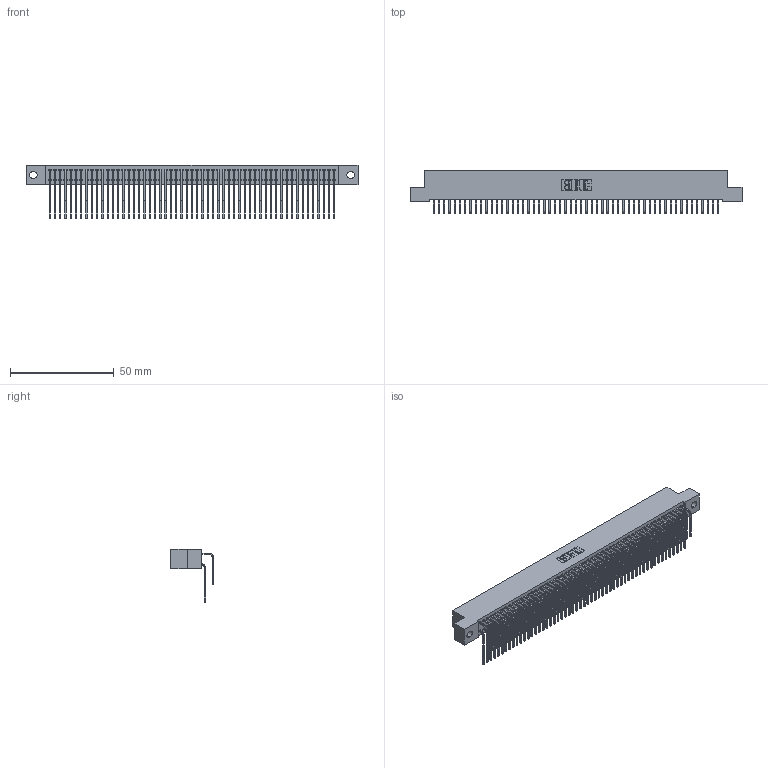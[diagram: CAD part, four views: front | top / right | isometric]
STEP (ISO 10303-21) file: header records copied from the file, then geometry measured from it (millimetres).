
FILE_DESCRIPTION (( 'STEP AP203' ), '1' );
FILE_NAME ('392-110-559-202.STEP', '2019-10-10T00:03:50', ( '' ), ( '' ), 'SwSTEP 2.0', 'SolidWorks 2016', '' );
FILE_SCHEMA (( 'CONFIG_CONTROL_DESIGN' ));
Length unit declared in the file: inch
Products named in the file (4): 342 Part_.128 Slot; 345-292-001_558 559 Tail - 1; 345-292-001_559 Tail - 2; 392-110-559-202
Assembly tree (111 placements, depth 2):
  392-110-559-202
    342 Part_.128 Slot
    345-292-001_558 559 Tail - 1  x55
    345-292-001_559 Tail - 2  x55
Bounding box: 160.02 x 20.64 x 25.78 mm (x, y, z)
Volume: 15021.7 mm3; surface area: 27401.9 mm2
Topology: 111 solids, 111 shells, 6054 faces, 18021 edges, 11866 vertices
Faces by surface type: plane 4250, cylinder 1804
Entity records: 35489 total; most frequent: CARTESIAN_POINT 5917, ORIENTED_EDGE 5802, DIRECTION 5013, EDGE_CURVE 2901, VECTOR 2733, LINE 2733, VERTEX_POINT 1930, AXIS2_PLACEMENT_3D 1140
